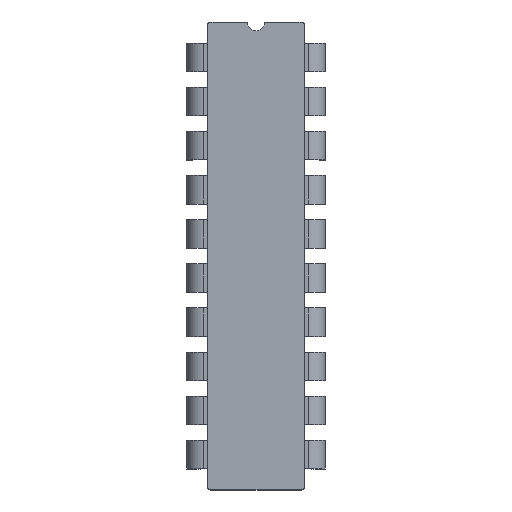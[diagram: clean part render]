
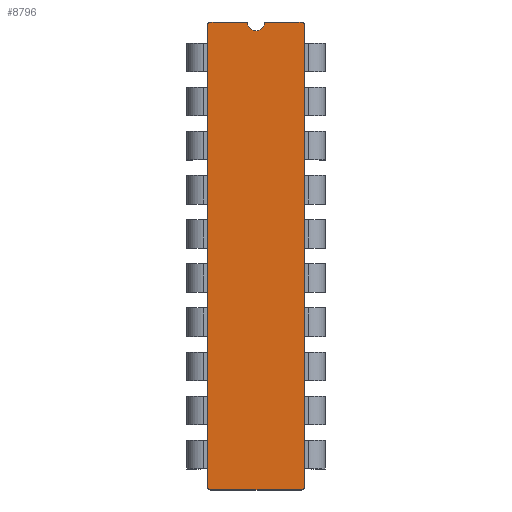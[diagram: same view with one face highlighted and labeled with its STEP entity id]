
A CAD part, top view. The second image highlights one B-rep face of the part: STEP entity #8796.
In plain terms, the highlighted planar face has unit normal (0, 0, 1).
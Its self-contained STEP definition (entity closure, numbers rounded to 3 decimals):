
#8576=CARTESIAN_POINT('',(2.79,13.26,5.08));
#8577=VERTEX_POINT('',#8576);
#8584=CARTESIAN_POINT('',(2.79,-13.26,5.08));
#8585=VERTEX_POINT('',#8584);
#8586=CARTESIAN_POINT('',(2.79,13.26,5.08));
#8587=DIRECTION('',(0.0,-1.0,0.0));
#8588=VECTOR('',#8587,26.52);
#8589=LINE('',#8586,#8588);
#8590=EDGE_CURVE('',#8577,#8585,#8589,.T.);
#8607=CARTESIAN_POINT('',(-2.79,-13.26,5.08));
#8608=VERTEX_POINT('',#8607);
#8615=CARTESIAN_POINT('',(-2.79,13.26,5.08));
#8616=VERTEX_POINT('',#8615);
#8617=CARTESIAN_POINT('',(-2.79,-13.26,5.08));
#8618=DIRECTION('',(0.0,1.0,0.0));
#8619=VECTOR('',#8618,26.52);
#8620=LINE('',#8617,#8619);
#8621=EDGE_CURVE('',#8608,#8616,#8620,.T.);
#8722=CARTESIAN_POINT('',(0.,6.86,5.08));
#8723=DIRECTION('',(0.0,0.0,1.0));
#8724=DIRECTION('',(1.0,0.0,0.0));
#8725=AXIS2_PLACEMENT_3D('',#8722,#8723,#8724);
#8726=PLANE('',#8725);
#8727=ORIENTED_EDGE('',*,*,#8621,.F.);
#8728=CARTESIAN_POINT('',(-2.59,-13.46,5.08));
#8729=VERTEX_POINT('',#8728);
#8730=CARTESIAN_POINT('',(-2.59,-13.26,5.08));
#8731=DIRECTION('',(0.0,0.0,-1.0));
#8732=DIRECTION('',(-0.707,-0.707,0.0));
#8733=AXIS2_PLACEMENT_3D('',#8730,#8731,#8732);
#8734=CIRCLE('',#8733,0.2);
#8735=EDGE_CURVE('',#8729,#8608,#8734,.T.);
#8736=ORIENTED_EDGE('',*,*,#8735,.F.);
#8737=CARTESIAN_POINT('',(2.59,-13.46,5.08));
#8738=VERTEX_POINT('',#8737);
#8739=CARTESIAN_POINT('',(2.59,-13.46,5.08));
#8740=DIRECTION('',(-1.0,0.0,0.0));
#8741=VECTOR('',#8740,5.18);
#8742=LINE('',#8739,#8741);
#8743=EDGE_CURVE('',#8738,#8729,#8742,.T.);
#8744=ORIENTED_EDGE('',*,*,#8743,.F.);
#8745=CARTESIAN_POINT('',(2.59,-13.26,5.08));
#8746=DIRECTION('',(0.0,0.0,-1.0));
#8747=DIRECTION('',(0.707,-0.707,0.0));
#8748=AXIS2_PLACEMENT_3D('',#8745,#8746,#8747);
#8749=CIRCLE('',#8748,0.2);
#8750=EDGE_CURVE('',#8585,#8738,#8749,.T.);
#8751=ORIENTED_EDGE('',*,*,#8750,.F.);
#8752=ORIENTED_EDGE('',*,*,#8590,.F.);
#8753=CARTESIAN_POINT('',(2.59,13.46,5.08));
#8754=VERTEX_POINT('',#8753);
#8755=CARTESIAN_POINT('',(2.59,13.26,5.08));
#8756=DIRECTION('',(0.0,0.0,-1.0));
#8757=DIRECTION('',(0.707,0.707,0.0));
#8758=AXIS2_PLACEMENT_3D('',#8755,#8756,#8757);
#8759=CIRCLE('',#8758,0.2);
#8760=EDGE_CURVE('',#8754,#8577,#8759,.T.);
#8761=ORIENTED_EDGE('',*,*,#8760,.F.);
#8762=CARTESIAN_POINT('',(0.5,13.46,5.08));
#8763=VERTEX_POINT('',#8762);
#8764=CARTESIAN_POINT('',(0.5,13.46,5.08));
#8765=DIRECTION('',(1.0,0.0,0.0));
#8766=VECTOR('',#8765,2.09);
#8767=LINE('',#8764,#8766);
#8768=EDGE_CURVE('',#8763,#8754,#8767,.T.);
#8769=ORIENTED_EDGE('',*,*,#8768,.F.);
#8770=CARTESIAN_POINT('',(-0.5,13.46,5.08));
#8771=VERTEX_POINT('',#8770);
#8772=CARTESIAN_POINT('',(0.,13.46,5.08));
#8773=DIRECTION('',(0.0,0.0,-1.0));
#8774=DIRECTION('',(1.0,0.0,0.0));
#8775=AXIS2_PLACEMENT_3D('',#8772,#8773,#8774);
#8776=CIRCLE('',#8775,0.5);
#8777=EDGE_CURVE('',#8763,#8771,#8776,.T.);
#8778=ORIENTED_EDGE('',*,*,#8777,.T.);
#8779=CARTESIAN_POINT('',(-2.59,13.46,5.08));
#8780=VERTEX_POINT('',#8779);
#8781=CARTESIAN_POINT('',(-2.59,13.46,5.08));
#8782=DIRECTION('',(1.0,0.0,0.0));
#8783=VECTOR('',#8782,2.09);
#8784=LINE('',#8781,#8783);
#8785=EDGE_CURVE('',#8780,#8771,#8784,.T.);
#8786=ORIENTED_EDGE('',*,*,#8785,.F.);
#8787=CARTESIAN_POINT('',(-2.59,13.26,5.08));
#8788=DIRECTION('',(0.0,0.0,-1.0));
#8789=DIRECTION('',(-0.707,0.707,0.0));
#8790=AXIS2_PLACEMENT_3D('',#8787,#8788,#8789);
#8791=CIRCLE('',#8790,0.2);
#8792=EDGE_CURVE('',#8616,#8780,#8791,.T.);
#8793=ORIENTED_EDGE('',*,*,#8792,.F.);
#8794=EDGE_LOOP('',(#8727,#8736,#8744,#8751,#8752,#8761,#8769,#8778,#8786,#8793));
#8795=FACE_OUTER_BOUND('',#8794,.T.);
#8796=ADVANCED_FACE('',(#8795),#8726,.T.);
